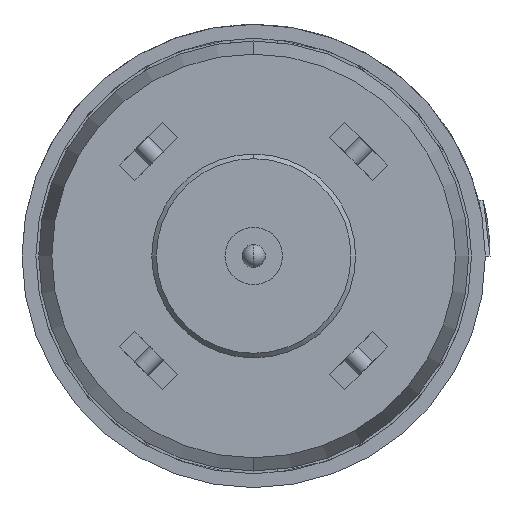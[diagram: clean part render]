
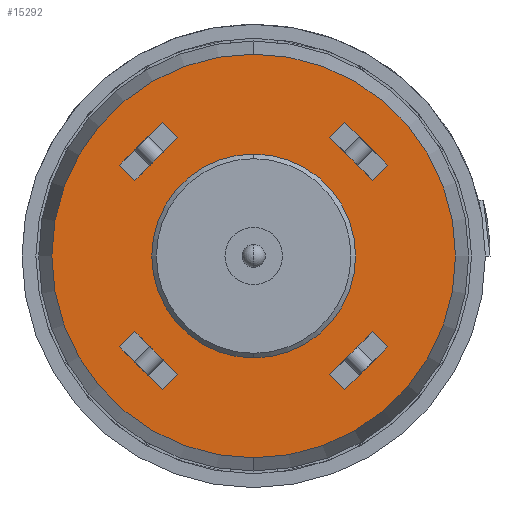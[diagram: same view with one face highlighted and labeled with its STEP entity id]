
A CAD part, front view. The second image highlights one B-rep face of the part: STEP entity #15292.
In plain terms, the highlighted planar face has unit normal (0, -1, 0).
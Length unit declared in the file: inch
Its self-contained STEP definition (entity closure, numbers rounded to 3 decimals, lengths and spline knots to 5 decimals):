
#13715=CARTESIAN_POINT('',(0.,-0.329,0.));
#13716=DIRECTION('',(0.,-1.,0.));
#13717=DIRECTION('',(0.,0.,-1.));
#13718=AXIS2_PLACEMENT_3D('',#13715,#13716,#13717);
#13720=CARTESIAN_POINT('',(0.,-0.329,0.));
#13721=DIRECTION('',(0.,1.,0.));
#13722=DIRECTION('',(0.,0.,-1.));
#13723=AXIS2_PLACEMENT_3D('',#13720,#13721,#13722);
#13725=CARTESIAN_POINT('',(0.,-0.329,0.));
#13726=DIRECTION('',(0.,-1.,0.));
#13727=DIRECTION('',(0.,0.,-1.));
#13728=AXIS2_PLACEMENT_3D('',#13725,#13726,#13727);
#13730=CARTESIAN_POINT('',(0.,-0.329,0.));
#13731=DIRECTION('',(0.,-1.,0.));
#13732=DIRECTION('',(0.,0.,1.));
#13733=AXIS2_PLACEMENT_3D('',#13730,#13731,#13732);
#13735=DIRECTION('',(-0.707,0.,-0.707));
#13736=VECTOR('',#13735,0.0656);
#13737=CARTESIAN_POINT('',(0.1282,-0.329,-0.08181));
#13738=LINE('',#13737,#13736);
#13739=DIRECTION('',(0.707,0.,-0.707));
#13740=VECTOR('',#13739,0.023);
#13741=CARTESIAN_POINT('',(0.08181,-0.329,-0.1282));
#13742=LINE('',#13741,#13740);
#13743=DIRECTION('',(-0.707,0.,-0.707));
#13744=VECTOR('',#13743,0.0656);
#13745=CARTESIAN_POINT('',(0.14446,-0.329,-0.09808));
#13746=LINE('',#13745,#13744);
#13747=DIRECTION('',(0.707,0.,-0.707));
#13748=VECTOR('',#13747,0.023);
#13749=CARTESIAN_POINT('',(0.1282,-0.329,-0.08181));
#13750=LINE('',#13749,#13748);
#13751=DIRECTION('',(0.707,0.,-0.707));
#13752=VECTOR('',#13751,0.0656);
#13753=CARTESIAN_POINT('',(0.08181,-0.329,0.1282));
#13754=LINE('',#13753,#13752);
#13755=DIRECTION('',(0.707,0.,0.707));
#13756=VECTOR('',#13755,0.023);
#13757=CARTESIAN_POINT('',(0.1282,-0.329,0.08181));
#13758=LINE('',#13757,#13756);
#13759=DIRECTION('',(0.707,0.,-0.707));
#13760=VECTOR('',#13759,0.0656);
#13761=CARTESIAN_POINT('',(0.09808,-0.329,0.14446));
#13762=LINE('',#13761,#13760);
#13763=DIRECTION('',(0.707,0.,0.707));
#13764=VECTOR('',#13763,0.023);
#13765=CARTESIAN_POINT('',(0.08181,-0.329,0.1282));
#13766=LINE('',#13765,#13764);
#13767=DIRECTION('',(0.707,0.,0.707));
#13768=VECTOR('',#13767,0.0656);
#13769=CARTESIAN_POINT('',(-0.1282,-0.329,0.08181));
#13770=LINE('',#13769,#13768);
#13771=DIRECTION('',(-0.707,0.,0.707));
#13772=VECTOR('',#13771,0.023);
#13773=CARTESIAN_POINT('',(-0.08181,-0.329,0.1282));
#13774=LINE('',#13773,#13772);
#13775=DIRECTION('',(0.707,0.,0.707));
#13776=VECTOR('',#13775,0.0656);
#13777=CARTESIAN_POINT('',(-0.14446,-0.329,0.09808));
#13778=LINE('',#13777,#13776);
#13779=DIRECTION('',(-0.707,0.,0.707));
#13780=VECTOR('',#13779,0.023);
#13781=CARTESIAN_POINT('',(-0.1282,-0.329,0.08181));
#13782=LINE('',#13781,#13780);
#13783=DIRECTION('',(-0.707,0.,0.707));
#13784=VECTOR('',#13783,0.0656);
#13785=CARTESIAN_POINT('',(-0.08181,-0.329,-0.1282));
#13786=LINE('',#13785,#13784);
#13787=DIRECTION('',(-0.707,0.,-0.707));
#13788=VECTOR('',#13787,0.023);
#13789=CARTESIAN_POINT('',(-0.1282,-0.329,-0.08181));
#13790=LINE('',#13789,#13788);
#13791=DIRECTION('',(-0.707,0.,0.707));
#13792=VECTOR('',#13791,0.0656);
#13793=CARTESIAN_POINT('',(-0.09808,-0.329,-0.14446));
#13794=LINE('',#13793,#13792);
#13795=DIRECTION('',(-0.707,0.,-0.707));
#13796=VECTOR('',#13795,0.023);
#13797=CARTESIAN_POINT('',(-0.08181,-0.329,-0.1282));
#13798=LINE('',#13797,#13796);
#14375=CARTESIAN_POINT('',(0.,-0.329,-0.2178));
#14376=VERTEX_POINT('',#14375);
#14381=CARTESIAN_POINT('',(0.,-0.329,0.2178));
#14382=VERTEX_POINT('',#14381);
#14391=CARTESIAN_POINT('',(0.,-0.329,-0.11));
#14392=CARTESIAN_POINT('',(0.,-0.329,0.11));
#14393=VERTEX_POINT('',#14391);
#14394=VERTEX_POINT('',#14392);
#14471=CARTESIAN_POINT('',(0.1282,-0.329,-0.08181));
#14472=CARTESIAN_POINT('',(0.08181,-0.329,-0.1282));
#14473=VERTEX_POINT('',#14471);
#14474=VERTEX_POINT('',#14472);
#14475=CARTESIAN_POINT('',(0.14446,-0.329,-0.09808));
#14476=CARTESIAN_POINT('',(0.09808,-0.329,-0.14446));
#14477=VERTEX_POINT('',#14475);
#14478=VERTEX_POINT('',#14476);
#14519=CARTESIAN_POINT('',(0.08181,-0.329,0.1282));
#14520=CARTESIAN_POINT('',(0.1282,-0.329,0.08181));
#14521=VERTEX_POINT('',#14519);
#14522=VERTEX_POINT('',#14520);
#14523=CARTESIAN_POINT('',(0.09808,-0.329,0.14446));
#14524=CARTESIAN_POINT('',(0.14446,-0.329,0.09808));
#14525=VERTEX_POINT('',#14523);
#14526=VERTEX_POINT('',#14524);
#14567=CARTESIAN_POINT('',(-0.1282,-0.329,0.08181));
#14568=CARTESIAN_POINT('',(-0.08181,-0.329,0.1282));
#14569=VERTEX_POINT('',#14567);
#14570=VERTEX_POINT('',#14568);
#14571=CARTESIAN_POINT('',(-0.14446,-0.329,0.09808));
#14572=CARTESIAN_POINT('',(-0.09808,-0.329,0.14446));
#14573=VERTEX_POINT('',#14571);
#14574=VERTEX_POINT('',#14572);
#14615=CARTESIAN_POINT('',(-0.08181,-0.329,-0.1282));
#14616=CARTESIAN_POINT('',(-0.1282,-0.329,-0.08181));
#14617=VERTEX_POINT('',#14615);
#14618=VERTEX_POINT('',#14616);
#14619=CARTESIAN_POINT('',(-0.09808,-0.329,-0.14446));
#14620=CARTESIAN_POINT('',(-0.14446,-0.329,-0.09808));
#14621=VERTEX_POINT('',#14619);
#14622=VERTEX_POINT('',#14620);
#15237=CARTESIAN_POINT('',(0.,-0.329,0.));
#15238=DIRECTION('',(0.,1.,0.));
#15239=DIRECTION('',(0.,0.,1.));
#15240=AXIS2_PLACEMENT_3D('',#15237,#15238,#15239);
#15241=PLANE('',#15240);
#15242=ORIENTED_EDGE('',*,*,#15202,.F.);
#15243=ORIENTED_EDGE('',*,*,#15225,.T.);
#15244=EDGE_LOOP('',(#15242,#15243));
#15245=FACE_OUTER_BOUND('',#15244,.F.);
#15247=ORIENTED_EDGE('',*,*,#15246,.T.);
#15249=ORIENTED_EDGE('',*,*,#15248,.T.);
#15250=EDGE_LOOP('',(#15247,#15249));
#15251=FACE_BOUND('',#15250,.F.);
#15253=ORIENTED_EDGE('',*,*,#15252,.T.);
#15255=ORIENTED_EDGE('',*,*,#15254,.T.);
#15257=ORIENTED_EDGE('',*,*,#15256,.F.);
#15259=ORIENTED_EDGE('',*,*,#15258,.F.);
#15260=EDGE_LOOP('',(#15253,#15255,#15257,#15259));
#15261=FACE_BOUND('',#15260,.F.);
#15263=ORIENTED_EDGE('',*,*,#15262,.T.);
#15265=ORIENTED_EDGE('',*,*,#15264,.T.);
#15267=ORIENTED_EDGE('',*,*,#15266,.F.);
#15269=ORIENTED_EDGE('',*,*,#15268,.F.);
#15270=EDGE_LOOP('',(#15263,#15265,#15267,#15269));
#15271=FACE_BOUND('',#15270,.F.);
#15273=ORIENTED_EDGE('',*,*,#15272,.T.);
#15275=ORIENTED_EDGE('',*,*,#15274,.T.);
#15277=ORIENTED_EDGE('',*,*,#15276,.F.);
#15279=ORIENTED_EDGE('',*,*,#15278,.F.);
#15280=EDGE_LOOP('',(#15273,#15275,#15277,#15279));
#15281=FACE_BOUND('',#15280,.F.);
#15283=ORIENTED_EDGE('',*,*,#15282,.T.);
#15285=ORIENTED_EDGE('',*,*,#15284,.T.);
#15287=ORIENTED_EDGE('',*,*,#15286,.F.);
#15289=ORIENTED_EDGE('',*,*,#15288,.F.);
#15290=EDGE_LOOP('',(#15283,#15285,#15287,#15289));
#15291=FACE_BOUND('',#15290,.F.);
#15292=ADVANCED_FACE('',(#15245,#15251,#15261,#15271,#15281,#15291),#15241,.F.);
#13719=CIRCLE('',#13718,0.2178);
#13724=CIRCLE('',#13723,0.2178);
#13729=CIRCLE('',#13728,0.11);
#13734=CIRCLE('',#13733,0.11);
#15202=EDGE_CURVE('',#14376,#14382,#13719,.T.);
#15225=EDGE_CURVE('',#14376,#14382,#13724,.T.);
#15246=EDGE_CURVE('',#14393,#14394,#13729,.T.);
#15248=EDGE_CURVE('',#14394,#14393,#13734,.T.);
#15252=EDGE_CURVE('',#14473,#14474,#13738,.T.);
#15254=EDGE_CURVE('',#14474,#14478,#13742,.T.);
#15256=EDGE_CURVE('',#14477,#14478,#13746,.T.);
#15258=EDGE_CURVE('',#14473,#14477,#13750,.T.);
#15262=EDGE_CURVE('',#14521,#14522,#13754,.T.);
#15264=EDGE_CURVE('',#14522,#14526,#13758,.T.);
#15266=EDGE_CURVE('',#14525,#14526,#13762,.T.);
#15268=EDGE_CURVE('',#14521,#14525,#13766,.T.);
#15272=EDGE_CURVE('',#14569,#14570,#13770,.T.);
#15274=EDGE_CURVE('',#14570,#14574,#13774,.T.);
#15276=EDGE_CURVE('',#14573,#14574,#13778,.T.);
#15278=EDGE_CURVE('',#14569,#14573,#13782,.T.);
#15282=EDGE_CURVE('',#14617,#14618,#13786,.T.);
#15284=EDGE_CURVE('',#14618,#14622,#13790,.T.);
#15286=EDGE_CURVE('',#14621,#14622,#13794,.T.);
#15288=EDGE_CURVE('',#14617,#14621,#13798,.T.);
